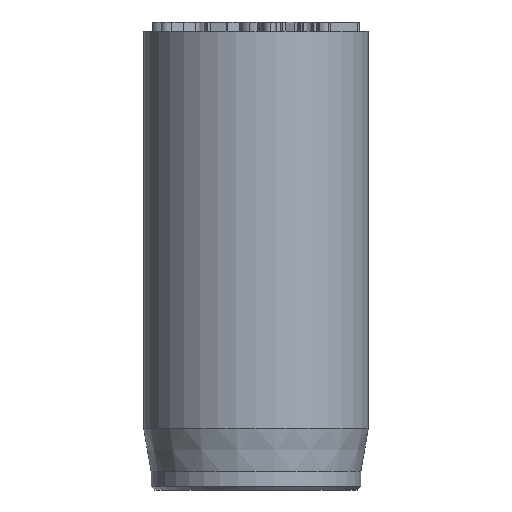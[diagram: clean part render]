
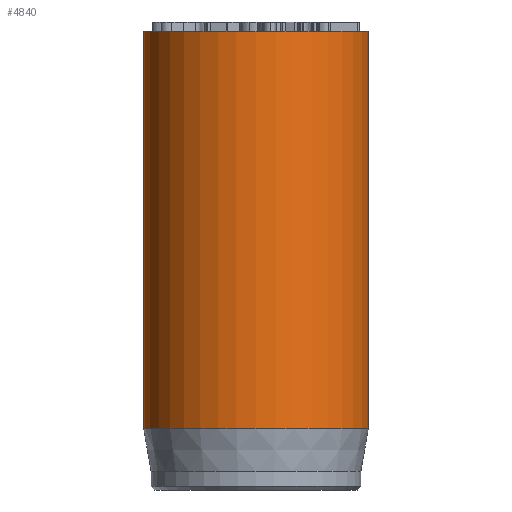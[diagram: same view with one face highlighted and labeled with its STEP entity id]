
A CAD part, front view. The second image highlights one B-rep face of the part: STEP entity #4840.
In plain terms, the highlighted cylindrical face has radius 6 mm (diameter 12 mm), a full revolution.
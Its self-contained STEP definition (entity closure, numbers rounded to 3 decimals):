
#32=CYLINDRICAL_SURFACE('',#5043,6.);
#44=CIRCLE('',#5010,6.);
#60=CIRCLE('',#5041,6.);
#61=CIRCLE('',#5042,6.);
#395=FACE_OUTER_BOUND('',#682,.T.);
#682=EDGE_LOOP('',(#4168,#4169,#4170,#4171,#4172));
#1027=LINE('',#8774,#1390);
#1390=VECTOR('',#5556,6.);
#2173=VERTEX_POINT('',#8713);
#2189=VERTEX_POINT('',#8768);
#2190=VERTEX_POINT('',#8769);
#2840=EDGE_CURVE('',#2173,#2173,#44,.T.);
#2864=EDGE_CURVE('',#2189,#2190,#60,.T.);
#2865=EDGE_CURVE('',#2190,#2189,#61,.T.);
#2867=EDGE_CURVE('',#2173,#2189,#1027,.T.);
#4168=ORIENTED_EDGE('',*,*,#2840,.T.);
#4169=ORIENTED_EDGE('',*,*,#2867,.T.);
#4170=ORIENTED_EDGE('',*,*,#2864,.T.);
#4171=ORIENTED_EDGE('',*,*,#2865,.T.);
#4172=ORIENTED_EDGE('',*,*,#2867,.F.);
#4840=ADVANCED_FACE('',(#395),#32,.T.);
#5010=AXIS2_PLACEMENT_3D('',#8714,#5479,#5480);
#5041=AXIS2_PLACEMENT_3D('',#8770,#5549,#5550);
#5042=AXIS2_PLACEMENT_3D('',#8771,#5551,#5552);
#5043=AXIS2_PLACEMENT_3D('',#8773,#5554,#5555);
#5479=DIRECTION('center_axis',(0.,0.,-1.));
#5480=DIRECTION('ref_axis',(-1.,0.,0.));
#5549=DIRECTION('center_axis',(0.,0.,1.));
#5550=DIRECTION('ref_axis',(-1.,0.,0.));
#5551=DIRECTION('center_axis',(0.,0.,1.));
#5552=DIRECTION('ref_axis',(-1.,0.,0.));
#5554=DIRECTION('center_axis',(0.,0.,1.));
#5555=DIRECTION('ref_axis',(-1.,0.,0.));
#5556=DIRECTION('',(0.,0.,-1.));
#8713=CARTESIAN_POINT('',(6.,0.,24.5));
#8714=CARTESIAN_POINT('Origin',(0.,0.,24.5));
#8768=CARTESIAN_POINT('',(6.,0.,3.269));
#8769=CARTESIAN_POINT('',(-6.,0.,3.269));
#8770=CARTESIAN_POINT('Origin',(0.,0.,3.269));
#8771=CARTESIAN_POINT('Origin',(0.,0.,3.269));
#8773=CARTESIAN_POINT('Origin',(0.,0.,0.));
#8774=CARTESIAN_POINT('',(6.,0.,0.));
